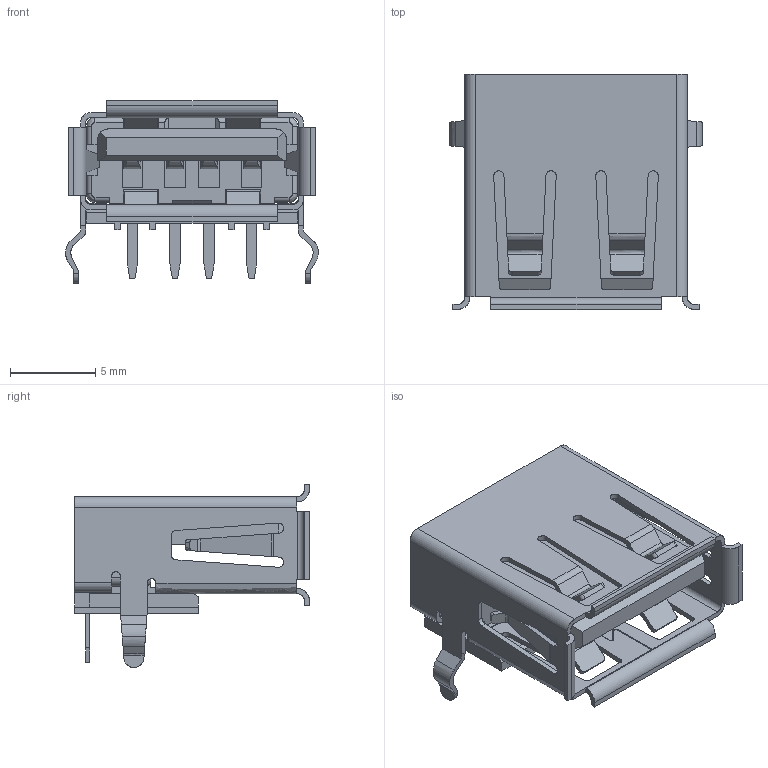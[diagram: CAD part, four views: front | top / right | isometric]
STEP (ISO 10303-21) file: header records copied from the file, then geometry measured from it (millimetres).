
FILE_DESCRIPTION(('FreeCAD Model'),'2;1');
FILE_NAME( 'USB-A_female_horiz_thru_c.step', '2020-08-24T08:42:00',('Author'),(''), 'Open CASCADE STEP processor 7.3','FreeCAD','Unknown');
FILE_SCHEMA(('AUTOMOTIVE_DESIGN { 1 0 10303 214 1 1 1 1 }'));
Length unit declared in the file: millimetre
Products named in the file (687): Open_CASCADE_STEP_translator_7.3_2; Open_CASCADE_STEP_translator_7.3_2.1; Open_CASCADE_STEP_translator_7.3_2.1.1; Open_CASCADE_STEP_translator_7.3_2.1.2; Open_CASCADE_STEP_translator_7.3_2.1.3; Open_CASCADE_STEP_translator_7.3_2.1.4; Open_CASCADE_STEP_translator_7.3_2.1.5; Open_CASCADE_STEP_translator_7.3_2.1.6; Open_CASCADE_STEP_translator_7.3_2.1.7; Open_CASCADE_STEP_translator_7.3_2.1.8; Open_CASCADE_STEP_translator_7.3_2.1.9; Open_CASCADE_STEP_translator_7.3_2.1.10; Open_CASCADE_STEP_translator_7.3_2.1.11; Open_CASCADE_STEP_translator_7.3_2.1.12; Open_CASCADE_STEP_translator_7.3_2.1.13; Open_CASCADE_STEP_translator_7.3_2.1.14; Open_CASCADE_STEP_translator_7.3_2.1.15; Open_CASCADE_STEP_translator_7.3_2.1.16; Open_CASCADE_STEP_translator_7.3_2.1.17; Open_CASCADE_STEP_translator_7.3_2.1.18; Open_CASCADE_STEP_translator_7.3_2.1.19; Open_CASCADE_STEP_translator_7.3_2.1.20; Open_CASCADE_STEP_translator_7.3_2.1.21; Open_CASCADE_STEP_translator_7.3_2.1.22; Open_CASCADE_STEP_translator_7.3_2.1.23; Open_CASCADE_STEP_translator_7.3_2.1.24; Open_CASCADE_STEP_translator_7.3_2.1.25; Open_CASCADE_STEP_translator_7.3_2.1.26; Open_CASCADE_STEP_translator_7.3_2.1.27; Open_CASCADE_STEP_translator_7.3_2.1.28; Open_CASCADE_STEP_translator_7.3_2.1.29; Open_CASCADE_STEP_translator_7.3_2.1.30; Open_CASCADE_STEP_translator_7.3_2.1.31; Open_CASCADE_STEP_translator_7.3_2.1.32; Open_CASCADE_STEP_translator_7.3_2.1.33; Open_CASCADE_STEP_translator_7.3_2.1.34; Open_CASCADE_STEP_translator_7.3_2.1.35; Open_CASCADE_STEP_translator_7.3_2.1.36; Open_CASCADE_STEP_translator_7.3_2.1.37; Open_CASCADE_STEP_translator_7.3_2.1.38 ...
Assembly tree (686 placements, depth 3):
  Open_CASCADE_STEP_translator_7.3_2
    Open_CASCADE_STEP_translator_7.3_2.1
      Open_CASCADE_STEP_translator_7.3_2.1.1
      Open_CASCADE_STEP_translator_7.3_2.1.2
      Open_CASCADE_STEP_translator_7.3_2.1.3
      Open_CASCADE_STEP_translator_7.3_2.1.4
      Open_CASCADE_STEP_translator_7.3_2.1.5
      Open_CASCADE_STEP_translator_7.3_2.1.6
      Open_CASCADE_STEP_translator_7.3_2.1.7
      Open_CASCADE_STEP_translator_7.3_2.1.8
      Open_CASCADE_STEP_translator_7.3_2.1.9
      Open_CASCADE_STEP_translator_7.3_2.1.10
      Open_CASCADE_STEP_translator_7.3_2.1.11
      Open_CASCADE_STEP_translator_7.3_2.1.12
      Open_CASCADE_STEP_translator_7.3_2.1.13
      Open_CASCADE_STEP_translator_7.3_2.1.14
      Open_CASCADE_STEP_translator_7.3_2.1.15
      Open_CASCADE_STEP_translator_7.3_2.1.16
      Open_CASCADE_STEP_translator_7.3_2.1.17
      Open_CASCADE_STEP_translator_7.3_2.1.18
      Open_CASCADE_STEP_translator_7.3_2.1.19
      Open_CASCADE_STEP_translator_7.3_2.1.20
      Open_CASCADE_STEP_translator_7.3_2.1.21
      Open_CASCADE_STEP_translator_7.3_2.1.22
      Open_CASCADE_STEP_translator_7.3_2.1.23
      Open_CASCADE_STEP_translator_7.3_2.1.24
      Open_CASCADE_STEP_translator_7.3_2.1.25
      Open_CASCADE_STEP_translator_7.3_2.1.26
      Open_CASCADE_STEP_translator_7.3_2.1.27
      Open_CASCADE_STEP_translator_7.3_2.1.28
      Open_CASCADE_STEP_translator_7.3_2.1.29
      Open_CASCADE_STEP_translator_7.3_2.1.30
      Open_CASCADE_STEP_translator_7.3_2.1.31
      Open_CASCADE_STEP_translator_7.3_2.1.32
      Open_CASCADE_STEP_translator_7.3_2.1.33
      Open_CASCADE_STEP_translator_7.3_2.1.34
      Open_CASCADE_STEP_translator_7.3_2.1.35
      Open_CASCADE_STEP_translator_7.3_2.1.36
      Open_CASCADE_STEP_translator_7.3_2.1.37
      Open_CASCADE_STEP_translator_7.3_2.1.38
      Open_CASCADE_STEP_translator_7.3_2.1.39
      Open_CASCADE_STEP_translator_7.3_2.1.40
      Open_CASCADE_STEP_translator_7.3_2.1.41
      Open_CASCADE_STEP_translator_7.3_2.1.42
      Open_CASCADE_STEP_translator_7.3_2.1.43
      Open_CASCADE_STEP_translator_7.3_2.1.44
      Open_CASCADE_STEP_translator_7.3_2.1.45
      Open_CASCADE_STEP_translator_7.3_2.1.46
      Open_CASCADE_STEP_translator_7.3_2.1.47
      Open_CASCADE_STEP_translator_7.3_2.1.48
      Open_CASCADE_STEP_translator_7.3_2.1.49
      Open_CASCADE_STEP_translator_7.3_2.1.50
      Open_CASCADE_STEP_translator_7.3_2.1.51
      Open_CASCADE_STEP_translator_7.3_2.1.52
      Open_CASCADE_STEP_translator_7.3_2.1.53
      Open_CASCADE_STEP_translator_7.3_2.1.54
      Open_CASCADE_STEP_translator_7.3_2.1.55
      Open_CASCADE_STEP_translator_7.3_2.1.56
      Open_CASCADE_STEP_translator_7.3_2.1.57
      Open_CASCADE_STEP_translator_7.3_2.1.58
Bounding box: 14.86 x 13.8 x 10.75 mm (x, y, z)
Surface area: 1750.1 mm2 (no closed solid volume)
Topology: 0 solids, 685 shells, 685 faces, 5028 edges, 5026 vertices
Faces by surface type: bspline 504, revolution 181
Entity records: 67629 total; most frequent: CARTESIAN_POINT 16746, DIRECTION 5528, ORIENTED_EDGE 5026, EDGE_CURVE 5026, VERTEX_POINT 5026, LINE 3343, VECTOR 3343, B_SPLINE_CURVE_WITH_KNOTS 1477
